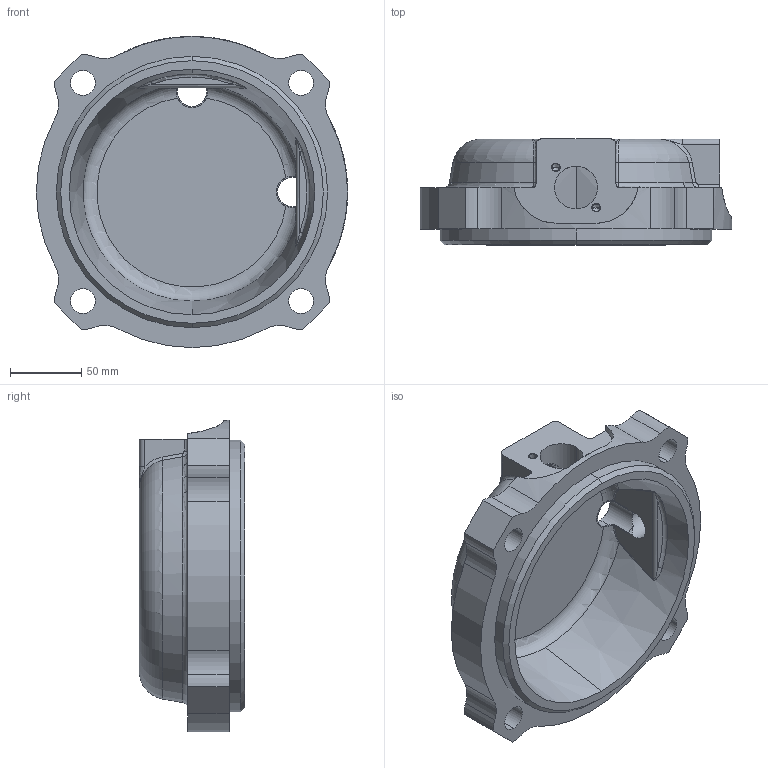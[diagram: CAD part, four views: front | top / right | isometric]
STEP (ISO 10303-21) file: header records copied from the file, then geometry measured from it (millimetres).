
FILE_DESCRIPTION((''),'2;1');
FILE_NAME('CF1145-101_1037625_C','2021-07-13T13:51:59',('da1530'),(''),'CREO PARAMETRIC BY PTC INC, 2018420','CREO PARAMETRIC BY PTC INC, 2018420','');
FILE_SCHEMA(('CONFIG_CONTROL_DESIGN'));
Length unit declared in the file: millimetre
Products named in the file (1): CF1145-101_1037625_C
Bounding box: 218 x 74 x 218 mm (x, y, z)
Volume: 916025.3 mm3; surface area: 160027.8 mm2
Topology: 1 solids, 7 shells, 167 faces, 461 edges, 295 vertices
Faces by surface type: cylinder 82, plane 31, bspline 28, cone 18, torus 8
Entity records: 7748 total; most frequent: CARTESIAN_POINT 3604, ORIENTED_EDGE 851, DIRECTION 850, EDGE_CURVE 449, AXIS2_PLACEMENT_3D 351, VERTEX_POINT 295, CIRCLE 211, EDGE_LOOP 194
